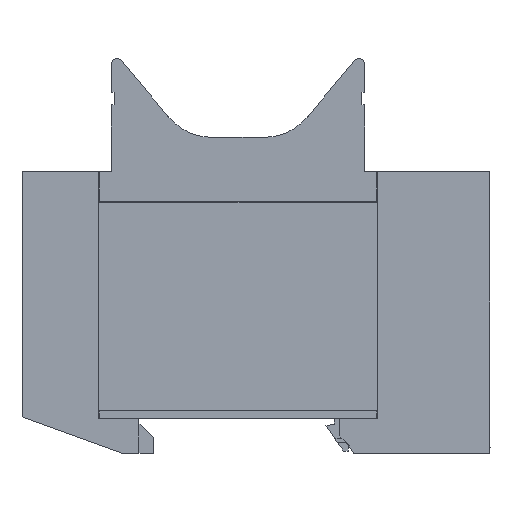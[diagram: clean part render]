
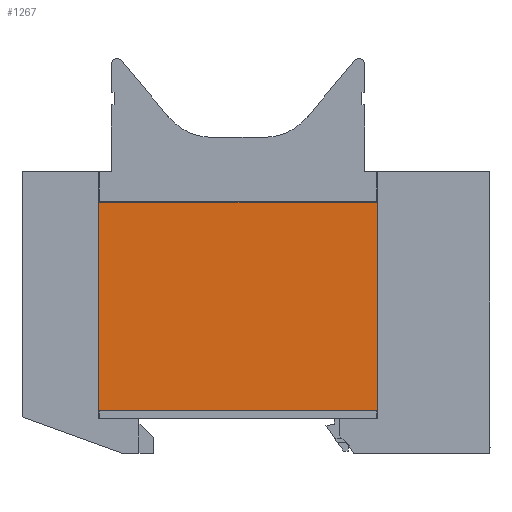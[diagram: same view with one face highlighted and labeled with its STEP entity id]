
A CAD part, left-side view. The second image highlights one B-rep face of the part: STEP entity #1267.
In plain terms, the highlighted planar face has unit normal (-1, 0, 0).
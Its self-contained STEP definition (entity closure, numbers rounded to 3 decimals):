
#1267=ADVANCED_FACE('',(#3189),#3190,.F.);
#3189=FACE_OUTER_BOUND('',#6284,.T.);
#3190=PLANE('',#6285);
#6284=EDGE_LOOP('',(#12629,#12630,#12631,#12632));
#6285=AXIS2_PLACEMENT_3D('',#12633,#12634,#12635);
#12629=ORIENTED_EDGE('',*,*,#19516,.T.);
#12630=ORIENTED_EDGE('',*,*,#19511,.F.);
#12631=ORIENTED_EDGE('',*,*,#19517,.F.);
#12632=ORIENTED_EDGE('',*,*,#19509,.F.);
#12633=CARTESIAN_POINT('',(3.6,44.8,6.2));
#12634=DIRECTION('',(1.0,0.0,0.0));
#12635=DIRECTION('',(0.0,0.0,-1.0));
#19509=EDGE_CURVE('',#23328,#23324,#23330,.T.);
#19511=EDGE_CURVE('',#23332,#23333,#23334,.T.);
#19516=EDGE_CURVE('',#23328,#23333,#23341,.T.);
#19517=EDGE_CURVE('',#23324,#23332,#23342,.T.);
#23324=VERTEX_POINT('',#29273);
#23328=VERTEX_POINT('',#29279);
#23330=LINE('',#29282,#29283);
#23332=VERTEX_POINT('',#29285);
#23333=VERTEX_POINT('',#29286);
#23334=LINE('',#29287,#29288);
#23341=LINE('',#29298,#29299);
#23342=LINE('',#29300,#29301);
#29273=CARTESIAN_POINT('',(3.6,69.569,7.7));
#29279=CARTESIAN_POINT('',(3.6,20.032,7.7));
#29282=CARTESIAN_POINT('',(3.6,44.8,7.7));
#29283=VECTOR('',#35141,1.0);
#29285=CARTESIAN_POINT('',(3.6,69.569,44.7));
#29286=CARTESIAN_POINT('',(3.6,20.032,44.7));
#29287=CARTESIAN_POINT('',(3.6,27.406,44.7));
#29288=VECTOR('',#35142,1.0);
#29298=CARTESIAN_POINT('',(3.6,20.032,6.2));
#29299=VECTOR('',#35146,1.0);
#29300=CARTESIAN_POINT('',(3.6,69.569,6.2));
#29301=VECTOR('',#35147,1.0);
#35141=DIRECTION('',(0.0,1.0,0.0));
#35142=DIRECTION('',(0.0,-1.0,0.0));
#35146=DIRECTION('',(0.0,0.0,1.0));
#35147=DIRECTION('',(0.0,0.0,1.0));
